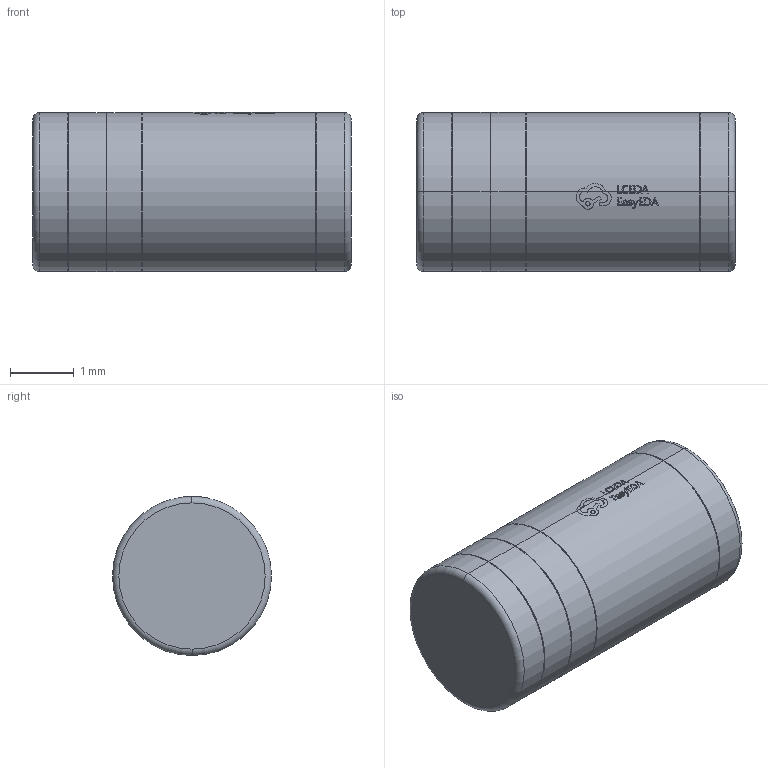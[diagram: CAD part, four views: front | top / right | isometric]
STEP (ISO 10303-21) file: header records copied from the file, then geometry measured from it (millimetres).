
FILE_DESCRIPTION (( 'STEP AP214' ), '1' );
FILE_NAME ('GLASS-MELF_L5.0-W2.6-RD.step', '2022-08-04T05:15:39', ( '' ), ( '' ), 'SwSTEP 2.0', 'SolidWorks 2020', '' );
FILE_SCHEMA (( 'AUTOMOTIVE_DESIGN' ));
Length unit declared in the file: millimetre
Products named in the file (1): GLASS-MELF_L5.0-W2.6-RD
Bounding box: 5 x 2.5 x 2.5 mm (x, y, z)
Volume: 24.6 mm3; surface area: 54.6 mm2
Topology: 14 solids, 14 shells, 272 faces, 707 edges, 470 vertices
Faces by surface type: plane 130, bspline 98, cylinder 40, torus 4
Entity records: 12550 total; most frequent: CARTESIAN_POINT 3576, ORIENTED_EDGE 1414, DIRECTION 907, EDGE_CURVE 707, VERTEX_POINT 470, LINE 387, VECTOR 387, EDGE_LOOP 291
